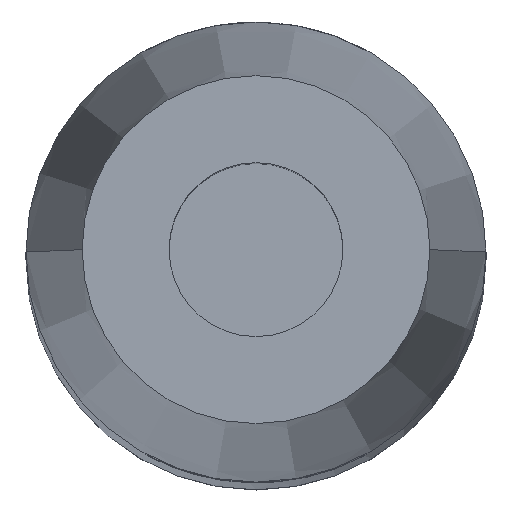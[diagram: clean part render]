
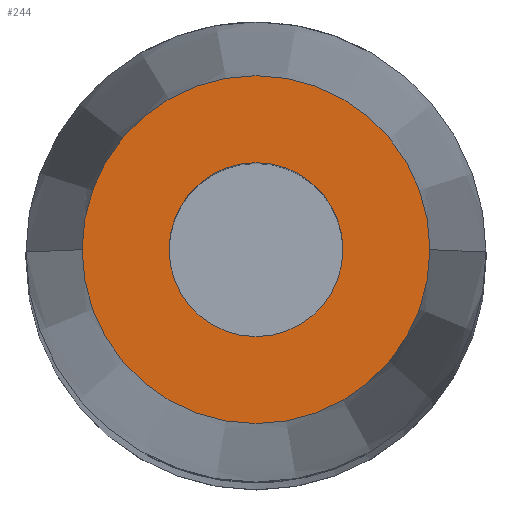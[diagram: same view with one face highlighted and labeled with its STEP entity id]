
A CAD part, top view. The second image highlights one B-rep face of the part: STEP entity #244.
In plain terms, the highlighted planar face has unit normal (0, 0, 1).
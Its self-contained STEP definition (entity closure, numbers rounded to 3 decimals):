
#5 = EDGE_CURVE ( 'NONE', #81, #56, #27, .T. ) ;
#8 = EDGE_LOOP ( 'NONE', ( #356, #372 ) ) ;
#24 = CARTESIAN_POINT ( 'NONE',  ( 0., 0., 203.2 ) ) ;
#26 = CARTESIAN_POINT ( 'NONE',  ( -3., 0., 203.2 ) ) ;
#27 = CIRCLE ( 'NONE', #360, 3. ) ;
#29 = CARTESIAN_POINT ( 'NONE',  ( 3., 0., 203.2 ) ) ;
#50 = VERTEX_POINT ( 'NONE', #230 ) ;
#56 = VERTEX_POINT ( 'NONE', #26 ) ;
#81 = VERTEX_POINT ( 'NONE', #29 ) ;
#105 = AXIS2_PLACEMENT_3D ( 'NONE', #607, #469, #494 ) ;
#136 = CARTESIAN_POINT ( 'NONE',  ( 6., 0., 203.2 ) ) ;
#154 = CIRCLE ( 'NONE', #309, 6. ) ;
#195 = DIRECTION ( 'NONE',  ( 0., 0., -1. ) ) ;
#213 = AXIS2_PLACEMENT_3D ( 'NONE', #341, #347, #329 ) ;
#226 = AXIS2_PLACEMENT_3D ( 'NONE', #488, #490, #481 ) ;
#230 = CARTESIAN_POINT ( 'NONE',  ( -6., 0., 203.2 ) ) ;
#244 = ADVANCED_FACE ( 'NONE', ( #645, #673 ), #506, .T. ) ;
#258 = DIRECTION ( 'NONE',  ( -1., 0., 0. ) ) ;
#309 = AXIS2_PLACEMENT_3D ( 'NONE', #453, #195, #499 ) ;
#325 = EDGE_LOOP ( 'NONE', ( #382, #363 ) ) ;
#329 = DIRECTION ( 'NONE',  ( -1., 0., 0. ) ) ;
#341 = CARTESIAN_POINT ( 'NONE',  ( 0., 0., 203.2 ) ) ;
#347 = DIRECTION ( 'NONE',  ( 0., 0., -1. ) ) ;
#356 = ORIENTED_EDGE ( 'NONE', *, *, #487, .F. ) ;
#360 = AXIS2_PLACEMENT_3D ( 'NONE', #24, #446, #258 ) ;
#363 = ORIENTED_EDGE ( 'NONE', *, *, #5, .T. ) ;
#372 = ORIENTED_EDGE ( 'NONE', *, *, #686, .F. ) ;
#382 = ORIENTED_EDGE ( 'NONE', *, *, #669, .T. ) ;
#446 = DIRECTION ( 'NONE',  ( 0., 0., -1. ) ) ;
#453 = CARTESIAN_POINT ( 'NONE',  ( 0., 0., 203.2 ) ) ;
#469 = DIRECTION ( 'NONE',  ( 0., 0., 1. ) ) ;
#481 = DIRECTION ( 'NONE',  ( -1., 0., 0. ) ) ;
#487 = EDGE_CURVE ( 'NONE', #50, #560, #154, .T. ) ;
#488 = CARTESIAN_POINT ( 'NONE',  ( 0., 0., 203.2 ) ) ;
#490 = DIRECTION ( 'NONE',  ( 0., 0., -1. ) ) ;
#494 = DIRECTION ( 'NONE',  ( 1., 0., 0. ) ) ;
#499 = DIRECTION ( 'NONE',  ( -1., 0., 0. ) ) ;
#506 = PLANE ( 'NONE',  #105 ) ;
#560 = VERTEX_POINT ( 'NONE', #136 ) ;
#607 = CARTESIAN_POINT ( 'NONE',  ( 0., 6., 203.2 ) ) ;
#619 = CIRCLE ( 'NONE', #226, 3. ) ;
#645 = FACE_BOUND ( 'NONE', #325, .T. ) ;
#656 = CIRCLE ( 'NONE', #213, 6. ) ;
#669 = EDGE_CURVE ( 'NONE', #56, #81, #619, .T. ) ;
#673 = FACE_OUTER_BOUND ( 'NONE', #8, .T. ) ;
#686 = EDGE_CURVE ( 'NONE', #560, #50, #656, .T. ) ;
